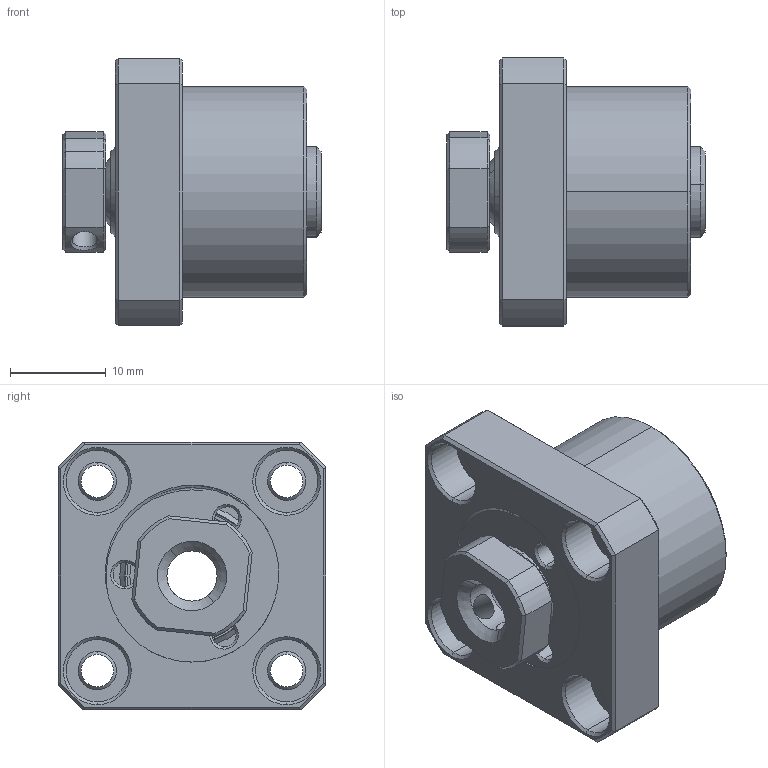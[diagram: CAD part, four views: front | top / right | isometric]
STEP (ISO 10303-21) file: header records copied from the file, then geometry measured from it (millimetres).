
FILE_DESCRIPTION(/* description */ ('Alibre Inc.'),/* implementation_level */ '2;1');
FILE_NAME(/* name */ 'export-BF0D8778-0BF4-4034-858D-4AD4EF9D3BF8',/* time_stamp */ '2024-05-16T11:40:49+02:00',/* author */ (''),/* organization */ (''),/* preprocessor_version */ 'ST-DEVELOPER v17',/* originating_system */ 'Alibre',/* authorisation */ '');
FILE_SCHEMA (('CONFIG_CONTROL_DESIGN'));
Length unit declared in the file: millimetre
Products named in the file (1): FK06²Õ¦X¥óA
Bounding box: 27 x 28 x 28 mm (x, y, z)
Surface area: 5363.9 mm2 (no closed solid volume)
Topology: 0 solids, 6 shells, 170 faces, 409 edges, 251 vertices
Faces by surface type: cylinder 66, cone 55, plane 38, torus 6, bspline 5
Entity records: 5786 total; most frequent: CARTESIAN_POINT 1856, DIRECTION 804, ORIENTED_EDGE 746, EDGE_CURVE 409, AXIS2_PLACEMENT_3D 352, VERTEX_POINT 251, EDGE_LOOP 197, FACE_BOUND 197
